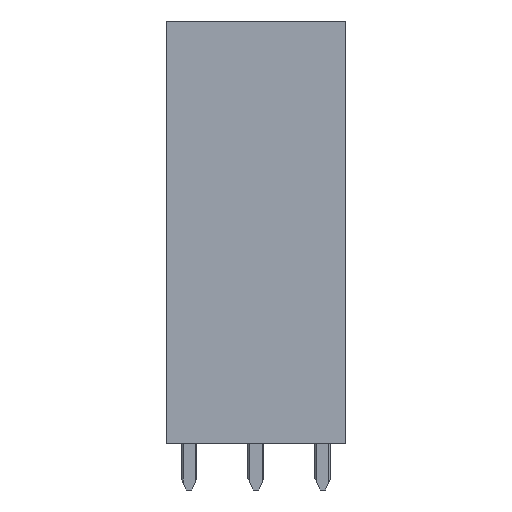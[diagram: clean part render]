
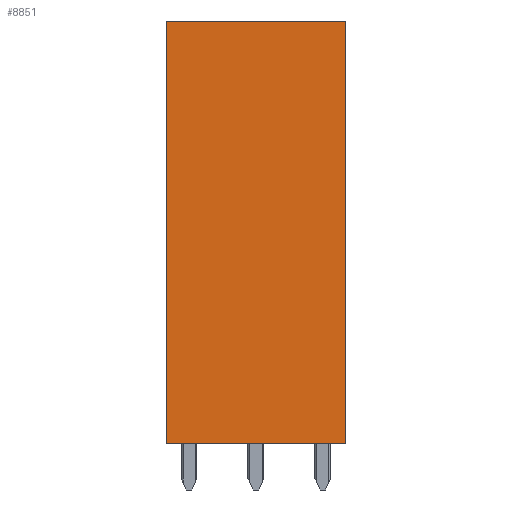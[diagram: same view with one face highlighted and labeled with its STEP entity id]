
A CAD part, left-side view. The second image highlights one B-rep face of the part: STEP entity #8851.
In plain terms, the highlighted planar face has unit normal (-1, 0, 0).
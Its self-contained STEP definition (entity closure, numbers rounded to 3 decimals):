
#8833=AXIS2_PLACEMENT_3D('Plane Axis2P3D',#8830,#8831,#8832) ;
#872=CARTESIAN_POINT('Vertex',(0.,13.6,35.5)) ;
#875=CARTESIAN_POINT('Line Origine',(0.,6.8,35.5)) ;
#879=CARTESIAN_POINT('Vertex',(0.,0.,35.5)) ;
#8782=CARTESIAN_POINT('Vertex',(0.,0.,3.5)) ;
#8785=CARTESIAN_POINT('Line Origine',(0.,6.8,3.5)) ;
#8789=CARTESIAN_POINT('Vertex',(0.,13.6,3.5)) ;
#8830=CARTESIAN_POINT('Axis2P3D Location',(0.,0.,0.)) ;
#8835=CARTESIAN_POINT('Line Origine',(0.,0.,19.5)) ;
#8840=CARTESIAN_POINT('Line Origine',(0.,13.6,19.5)) ;
#876=DIRECTION('Vector Direction',(0.,-1.,0.)) ;
#8786=DIRECTION('Vector Direction',(0.,1.,0.)) ;
#8831=DIRECTION('Axis2P3D Direction',(-1.,0.,0.)) ;
#8832=DIRECTION('Axis2P3D XDirection',(0.,0.,1.)) ;
#8836=DIRECTION('Vector Direction',(0.,0.,-1.)) ;
#8841=DIRECTION('Vector Direction',(0.,0.,1.)) ;
#877=VECTOR('Line Direction',#876,1.) ;
#8787=VECTOR('Line Direction',#8786,1.) ;
#8837=VECTOR('Line Direction',#8836,1.) ;
#8842=VECTOR('Line Direction',#8841,1.) ;
#8846=ORIENTED_EDGE('',*,*,#8839,.T.) ;
#8847=ORIENTED_EDGE('',*,*,#881,.T.) ;
#8848=ORIENTED_EDGE('',*,*,#8844,.T.) ;
#8849=ORIENTED_EDGE('',*,*,#8791,.T.) ;
#8851=ADVANCED_FACE('HOUSING',(#8850),#8834,.T.) ;
#881=EDGE_CURVE('',#880,#873,#878,.F.) ;
#8791=EDGE_CURVE('',#8790,#8783,#8788,.F.) ;
#8839=EDGE_CURVE('',#8783,#880,#8838,.F.) ;
#8844=EDGE_CURVE('',#873,#8790,#8843,.F.) ;
#8845=EDGE_LOOP('',(#8846,#8847,#8848,#8849)) ;
#8850=FACE_OUTER_BOUND('',#8845,.T.) ;
#878=LINE('Line',#875,#877) ;
#8788=LINE('Line',#8785,#8787) ;
#8838=LINE('Line',#8835,#8837) ;
#8843=LINE('Line',#8840,#8842) ;
#8834=PLANE('',#8833) ;
#873=VERTEX_POINT('',#872) ;
#880=VERTEX_POINT('',#879) ;
#8783=VERTEX_POINT('',#8782) ;
#8790=VERTEX_POINT('',#8789) ;
